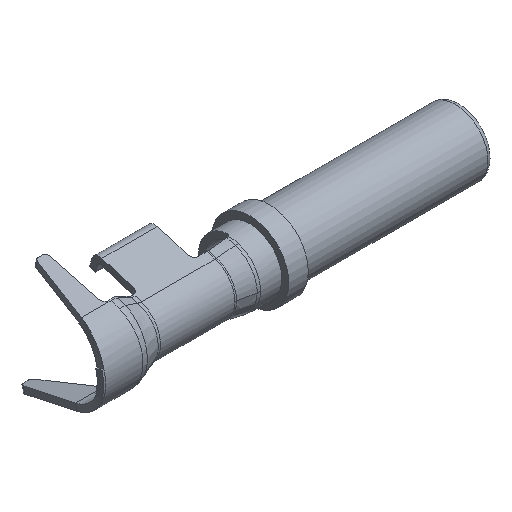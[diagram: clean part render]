
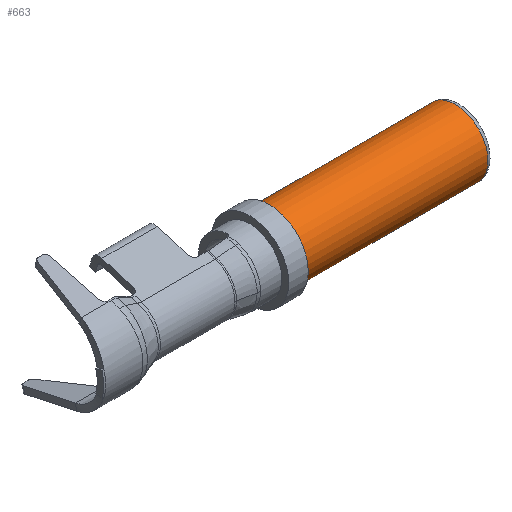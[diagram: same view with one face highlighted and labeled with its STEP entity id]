
A CAD part, isometric view. The second image highlights one B-rep face of the part: STEP entity #663.
In plain terms, the highlighted cylindrical face has radius 2 mm (diameter 4 mm), a full revolution.
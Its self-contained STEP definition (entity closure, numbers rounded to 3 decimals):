
#107=FACE_BOUND('',#1168,.T.);
#108=FACE_BOUND('',#1169,.T.);
#663=ADVANCED_FACE('',(#107,#108),#716,.T.);
#716=CYLINDRICAL_SURFACE('',#4118,2.);
#1168=EDGE_LOOP('',(#2436));
#1169=EDGE_LOOP('',(#2437));
#1336=CIRCLE('',#4115,2.);
#1337=CIRCLE('',#4117,2.);
#2436=ORIENTED_EDGE('',*,*,#3328,.F.);
#2437=ORIENTED_EDGE('',*,*,#3329,.T.);
#2775=VERTEX_POINT('',#9576);
#2776=VERTEX_POINT('',#9579);
#3328=EDGE_CURVE('',#2775,#2775,#1336,.T.);
#3329=EDGE_CURVE('',#2776,#2776,#1337,.T.);
#4115=AXIS2_PLACEMENT_3D('',#9575,#4977,#4978);
#4117=AXIS2_PLACEMENT_3D('',#9578,#4981,#4982);
#4118=AXIS2_PLACEMENT_3D('',#9580,#4983,#4984);
#4977=DIRECTION('',(-1.,0.,0.));
#4978=DIRECTION('',(0.,1.,0.));
#4981=DIRECTION('',(-1.,0.,0.));
#4982=DIRECTION('',(0.,1.,0.));
#4983=DIRECTION('',(-1.,0.,0.));
#4984=DIRECTION('',(0.,-1.,0.));
#9575=CARTESIAN_POINT('',(1.4,0.,0.));
#9576=CARTESIAN_POINT('',(1.4,2.,0.));
#9578=CARTESIAN_POINT('',(12.6,0.,0.));
#9579=CARTESIAN_POINT('',(12.6,2.,0.));
#9580=CARTESIAN_POINT('',(13.475,0.,0.));
